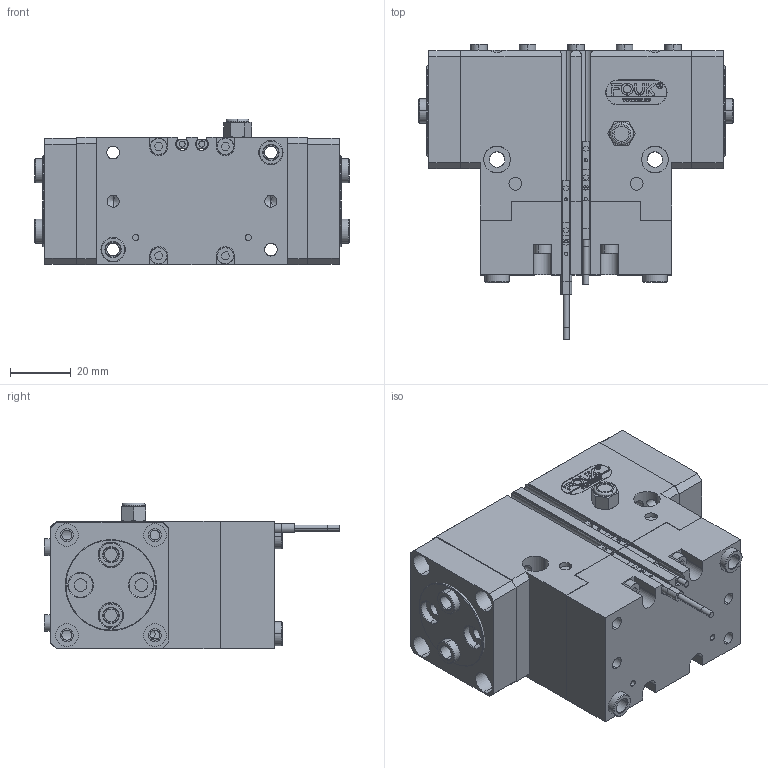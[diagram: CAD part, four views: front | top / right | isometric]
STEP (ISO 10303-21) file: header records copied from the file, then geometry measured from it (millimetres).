
FILE_DESCRIPTION (( 'STEP AP203' ), '1' );
FILE_NAME ('TRF36-NO.STEP', '2026-03-27T03:24:56', ( 'USER-' ), ( 'Microsoft' ), 'SwSTEP 2.0', 'SolidWorks 2018', '' );
FILE_SCHEMA (( 'CONFIG_CONTROL_DESIGN' ));
Length unit declared in the file: millimetre
Products named in the file (14): 20x8-R4; 内六角平端紧定螺钉[GBT77-2000][M5×5]_M5×5; TZF55-M-06 忒硌薊极; 内六角圆柱头螺钉[GBT70_1-2008][M3×12]_M3×12; TRF36-03 奻葡裔啣; TZF55-M-05-A 耜猾极; TRF36-01 褲极; ﾏ擎ﾗ8｡ﾁ5｡ﾁ6; BSLMM5; 棠羲換覜ん; ﾏ擎ﾗ8｡ﾁ5｡ﾁ5; 内六角薄圆柱头螺钉[GBT70_1-2008][M3×8]_M3×8; FR36-96-NC-02 赻坶晊扥极; TRF36-NO
Assembly tree (40 placements, depth 2):
  TRF36-NO
    TRF36-01 褲极
    TZF55-M-05-A 耜猾极  x2
    TZF55-M-06 忒硌薊极  x2
    TRF36-03 奻葡裔啣
    20x8-R4
    BSLMM5
    内六角平端紧定螺钉[GBT77-2000][M5×5]_M5×5
    ﾏ擎ﾗ8｡ﾁ5｡ﾁ5  x4
    内六角薄圆柱头螺钉[GBT70_1-2008][M3×8]_M3×8  x10
    棠羲換覜ん  x6
    ﾏ擎ﾗ8｡ﾁ5｡ﾁ6  x6
    FR36-96-NC-02 赻坶晊扥极
    内六角圆柱头螺钉[GBT70_1-2008][M3×12]_M3×12  x4
Bounding box: 103.5 x 97.42 x 48.1 mm (x, y, z)
Volume: 211340.9 mm3; surface area: 75482.8 mm2
Topology: 40 solids, 40 shells, 1551 faces, 3862 edges, 2474 vertices
Faces by surface type: plane 681, cylinder 465, cone 190, bspline 155, torus 58, sphere 2
Entity records: 40397 total; most frequent: CARTESIAN_POINT 12985, ORIENTED_EDGE 5434, DIRECTION 4845, EDGE_CURVE 2717, VERTEX_POINT 1784, AXIS2_PLACEMENT_3D 1620, LINE 1605, VECTOR 1605
